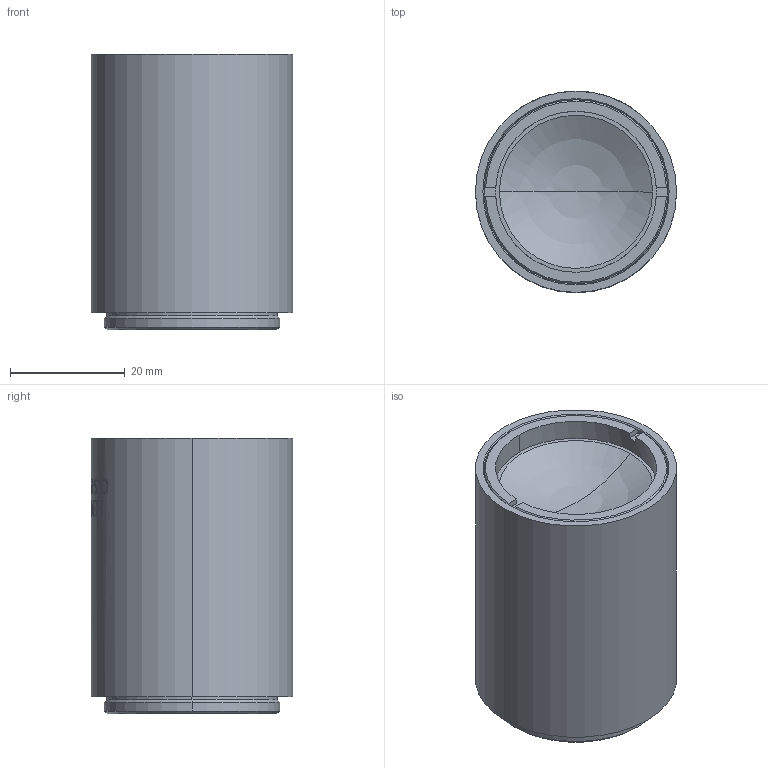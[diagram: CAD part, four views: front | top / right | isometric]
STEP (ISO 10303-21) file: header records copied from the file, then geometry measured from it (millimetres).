
FILE_DESCRIPTION (( 'STEP AP214' ), '1' );
FILE_NAME ('CLS-F50-2P2.STEP', '2024-06-21T07:30:27', ( 'Windows User' ), ( 'P R C' ), 'SwSTEP 2.0', 'SolidWorks 2018', '' );
FILE_SCHEMA (( 'AUTOMOTIVE_DESIGN' ));
Length unit declared in the file: millimetre
Products named in the file (6): SL50-2P2-2.STEP; CLS-F50-2P2; SL50-2P2-3.STEP; CLS-F50-2P2.STEP; SL50-2P2-1.STEP; SL50-2P2-4.STEP
Assembly tree (5 placements, depth 3):
  CLS-F50-2P2
    CLS-F50-2P2.STEP
      SL50-2P2-1.STEP
      SL50-2P2-2.STEP
      SL50-2P2-3.STEP
      SL50-2P2-4.STEP
Bounding box: 35 x 35 x 48 mm (x, y, z)
Volume: 18528.5 mm3; surface area: 15759.7 mm2
Topology: 4 solids, 4 shells, 278 faces, 723 edges, 473 vertices
Faces by surface type: plane 129, bspline 82, cylinder 48, cone 11, sphere 8
Entity records: 19668 total; most frequent: CARTESIAN_POINT 13089, ORIENTED_EDGE 1422, DIRECTION 1039, EDGE_CURVE 711, VERTEX_POINT 469, AXIS2_PLACEMENT_3D 394, EDGE_LOOP 310, ADVANCED_FACE 278
